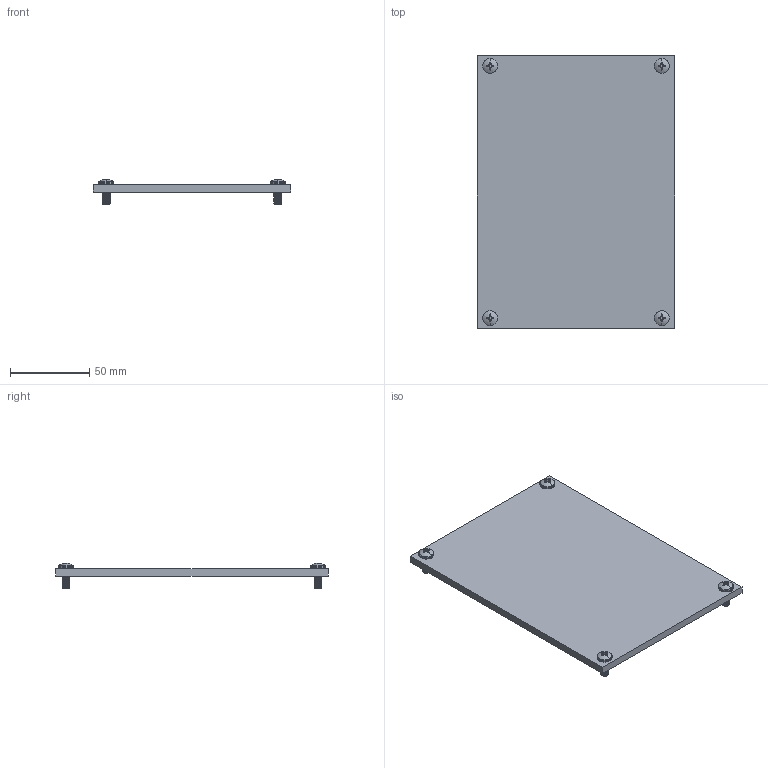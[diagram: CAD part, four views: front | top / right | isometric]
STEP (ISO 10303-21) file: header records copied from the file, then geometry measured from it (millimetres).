
FILE_DESCRIPTION((''),'2;1');
FILE_NAME('PVCBP86_ASM','2017-01-10T',('wtidwell'),(''),'CREO PARAMETRIC BY PTC INC, 2016050','CREO PARAMETRIC BY PTC INC, 2016050','');
FILE_SCHEMA(('CONFIG_CONTROL_DESIGN'));
Length unit declared in the file: inch
Products named in the file (3): 9912585-15-50; 9912537-82-10; PVCBP86_ASM
Assembly tree (5 placements, depth 2):
  PVCBP86_ASM
    9912585-15-50
    9912537-82-10  x4
Bounding box: 123.95 x 171.45 x 16.01 mm (x, y, z)
Volume: 101623.4 mm3; surface area: 47464.2 mm2
Topology: 5 solids, 5 shells, 514 faces, 1592 edges, 1092 vertices
Faces by surface type: cylinder 336, plane 90, cone 52, torus 16, bspline 12, sphere 8
Entity records: 11476 total; most frequent: CARTESIAN_POINT 7707, ORIENTED_EDGE 886, DIRECTION 612, EDGE_CURVE 443, VERTEX_POINT 303, AXIS2_PLACEMENT_3D 226, B_SPLINE_CURVE_WITH_KNOTS 207, VECTOR 160
